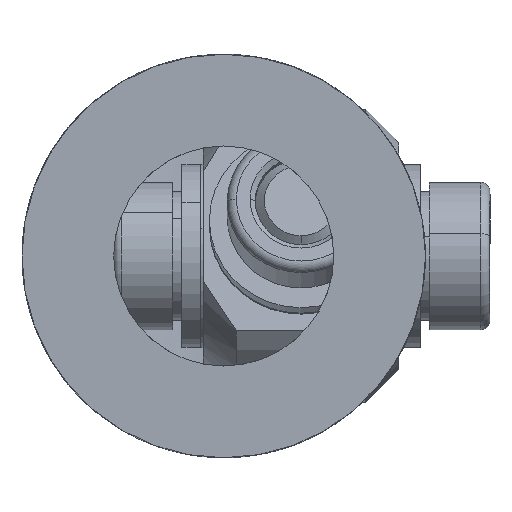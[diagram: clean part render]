
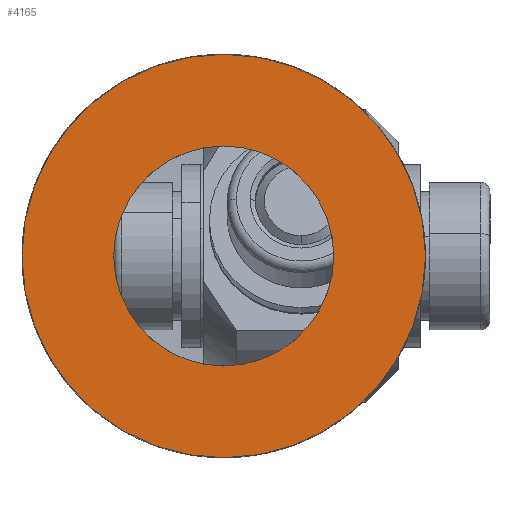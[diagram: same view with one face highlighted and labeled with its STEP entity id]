
A CAD part, left-side view. The second image highlights one B-rep face of the part: STEP entity #4165.
In plain terms, the highlighted face is planar.
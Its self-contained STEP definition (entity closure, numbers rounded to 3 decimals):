
#660=PLANE('',#7605);
#1502=VERTEX_POINT('',#6652);
#1534=VERTEX_POINT('',#6907);
#1777=CIRCLE('',#7583,0.6);
#1783=CIRCLE('',#7604,1.1);
#2231=EDGE_CURVE('',#1502,#1502,#1777,.T.);
#2277=EDGE_CURVE('',#1534,#1534,#1783,.T.);
#3297=ORIENTED_EDGE('',*,*,#2231,.T.);
#3298=ORIENTED_EDGE('',*,*,#2277,.F.);
#3646=EDGE_LOOP('',(#3297));
#3647=EDGE_LOOP('',(#3298));
#3927=FACE_BOUND('',#3646,.T.);
#3928=FACE_BOUND('',#3647,.T.);
#4165=ADVANCED_FACE('',(#3927,#3928),#660,.T.);
#5185=DIRECTION('',(0.,0.,-1.));
#5186=DIRECTION('',(0.6,0.,0.));
#5239=DIRECTION('',(0.,0.,-1.));
#5240=DIRECTION('',(1.1,0.,0.));
#5241=DIRECTION('',(0.,0.,1.));
#6651=CARTESIAN_POINT('',(0.,0.,2.25));
#6652=CARTESIAN_POINT('',(-0.6,0.,2.25));
#6906=CARTESIAN_POINT('',(0.,0.,2.25));
#6907=CARTESIAN_POINT('',(1.1,0.,2.25));
#6908=CARTESIAN_POINT('',(0.,0.,2.25));
#7583=AXIS2_PLACEMENT_3D('',#6651,#5185,#5186);
#7604=AXIS2_PLACEMENT_3D('',#6906,#5239,#5240);
#7605=AXIS2_PLACEMENT_3D('',#6908,#5241,$);
